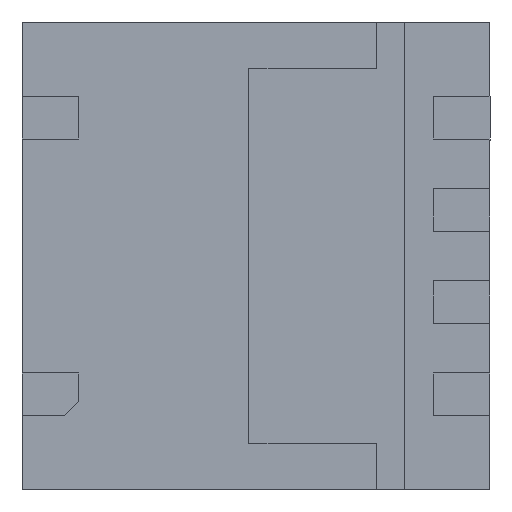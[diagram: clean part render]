
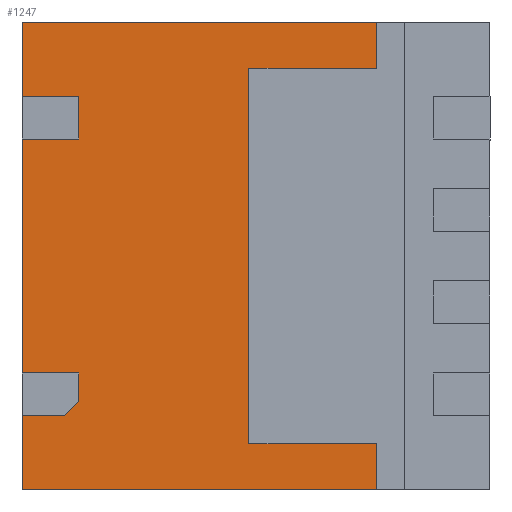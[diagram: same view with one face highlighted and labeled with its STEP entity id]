
A CAD part, front view. The second image highlights one B-rep face of the part: STEP entity #1247.
In plain terms, the highlighted planar face has unit normal (0, -1, 0).
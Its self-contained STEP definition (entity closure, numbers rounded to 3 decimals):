
#10 = CARTESIAN_POINT ( 'NONE',  ( 0.85, 0.05, 1.65 ) ) ;
#14 = EDGE_CURVE ( 'NONE', #1649, #2247, #947, .T. ) ;
#24 = LINE ( 'NONE', #1231, #113 ) ;
#90 = VECTOR ( 'NONE', #1665, 1000. ) ;
#98 = DIRECTION ( 'NONE',  ( -0.707, 0., -0.707 ) ) ;
#110 = CARTESIAN_POINT ( 'NONE',  ( -1.65, 0.05, -1.65 ) ) ;
#113 = VECTOR ( 'NONE', #1422, 1000. ) ;
#121 = VERTEX_POINT ( 'NONE', #10 ) ;
#137 = DIRECTION ( 'NONE',  ( 0., 0., 1. ) ) ;
#142 = LINE ( 'NONE', #1462, #1062 ) ;
#177 = DIRECTION ( 'NONE',  ( 0., 0., 1. ) ) ;
#217 = VERTEX_POINT ( 'NONE', #1972 ) ;
#226 = VECTOR ( 'NONE', #2404, 1000. ) ;
#234 = VERTEX_POINT ( 'NONE', #1747 ) ;
#249 = CARTESIAN_POINT ( 'NONE',  ( -0.05, 0.05, 1.325 ) ) ;
#266 = CARTESIAN_POINT ( 'NONE',  ( 0.85, 0.05, -1.65 ) ) ;
#292 = CARTESIAN_POINT ( 'NONE',  ( -1.25, 0.05, 1.125 ) ) ;
#303 = LINE ( 'NONE', #2632, #2170 ) ;
#325 = EDGE_CURVE ( 'NONE', #2236, #1601, #24, .T. ) ;
#336 = VERTEX_POINT ( 'NONE', #1673 ) ;
#355 = ORIENTED_EDGE ( 'NONE', *, *, #2289, .T. ) ;
#370 = DIRECTION ( 'NONE',  ( 0., 0., 1. ) ) ;
#390 = VERTEX_POINT ( 'NONE', #1491 ) ;
#405 = ORIENTED_EDGE ( 'NONE', *, *, #791, .T. ) ;
#421 = ORIENTED_EDGE ( 'NONE', *, *, #2148, .F. ) ;
#440 = CARTESIAN_POINT ( 'NONE',  ( 0., 0.05, -1.325 ) ) ;
#441 = ORIENTED_EDGE ( 'NONE', *, *, #1797, .T. ) ;
#464 = LINE ( 'NONE', #2545, #1376 ) ;
#478 = ORIENTED_EDGE ( 'NONE', *, *, #1374, .T. ) ;
#483 = EDGE_CURVE ( 'NONE', #2441, #121, #985, .T. ) ;
#485 = VECTOR ( 'NONE', #177, 1000. ) ;
#510 = PLANE ( 'NONE',  #2021 ) ;
#513 = VECTOR ( 'NONE', #1102, 1000. ) ;
#533 = DIRECTION ( 'NONE',  ( 0., -1., 0. ) ) ;
#577 = CARTESIAN_POINT ( 'NONE',  ( -1.65, 0.05, -1.65 ) ) ;
#621 = CARTESIAN_POINT ( 'NONE',  ( 0., 0.05, 0.825 ) ) ;
#622 = ORIENTED_EDGE ( 'NONE', *, *, #325, .T. ) ;
#676 = ORIENTED_EDGE ( 'NONE', *, *, #2043, .T. ) ;
#678 = LINE ( 'NONE', #1838, #1533 ) ;
#738 = ORIENTED_EDGE ( 'NONE', *, *, #999, .T. ) ;
#761 = CARTESIAN_POINT ( 'NONE',  ( -1.25, 0.05, 0.825 ) ) ;
#784 = CARTESIAN_POINT ( 'NONE',  ( -1.25, 0.05, 0. ) ) ;
#791 = EDGE_CURVE ( 'NONE', #1216, #1618, #142, .T. ) ;
#815 = FACE_OUTER_BOUND ( 'NONE', #2643, .T. ) ;
#856 = DIRECTION ( 'NONE',  ( -1., 0., 0. ) ) ;
#860 = VECTOR ( 'NONE', #98, 1000. ) ;
#865 = DIRECTION ( 'NONE',  ( -1., 0., 0. ) ) ;
#931 = CARTESIAN_POINT ( 'NONE',  ( -1.65, 0.05, 1.65 ) ) ;
#941 = CARTESIAN_POINT ( 'NONE',  ( 0., 0.05, 1.325 ) ) ;
#947 = LINE ( 'NONE', #784, #1873 ) ;
#969 = DIRECTION ( 'NONE',  ( 1., 0., 0. ) ) ;
#985 = LINE ( 'NONE', #931, #90 ) ;
#999 = EDGE_CURVE ( 'NONE', #1072, #121, #2754, .T. ) ;
#1010 = DIRECTION ( 'NONE',  ( -1., 0., 0. ) ) ;
#1042 = CARTESIAN_POINT ( 'NONE',  ( 0.85, 0.05, 1.325 ) ) ;
#1062 = VECTOR ( 'NONE', #370, 1000. ) ;
#1072 = VERTEX_POINT ( 'NONE', #1042 ) ;
#1084 = EDGE_CURVE ( 'NONE', #2247, #1587, #1804, .T. ) ;
#1102 = DIRECTION ( 'NONE',  ( 1., 0., 0. ) ) ;
#1125 = VERTEX_POINT ( 'NONE', #110 ) ;
#1216 = VERTEX_POINT ( 'NONE', #1741 ) ;
#1231 = CARTESIAN_POINT ( 'NONE',  ( 0.85, 0.05, 0. ) ) ;
#1247 = ADVANCED_FACE ( 'NONE', ( #815 ), #510, .T. ) ;
#1258 = CARTESIAN_POINT ( 'NONE',  ( 0.85, 0.05, 0. ) ) ;
#1309 = ORIENTED_EDGE ( 'NONE', *, *, #2082, .F. ) ;
#1329 = VECTOR ( 'NONE', #1010, 1000. ) ;
#1331 = ORIENTED_EDGE ( 'NONE', *, *, #2459, .T. ) ;
#1337 = CARTESIAN_POINT ( 'NONE',  ( -1.65, 0.05, 0.825 ) ) ;
#1350 = VERTEX_POINT ( 'NONE', #2355 ) ;
#1374 = EDGE_CURVE ( 'NONE', #1350, #2573, #2756, .T. ) ;
#1376 = VECTOR ( 'NONE', #137, 1000. ) ;
#1400 = EDGE_CURVE ( 'NONE', #2236, #1125, #2691, .T. ) ;
#1404 = ORIENTED_EDGE ( 'NONE', *, *, #1084, .T. ) ;
#1408 = ORIENTED_EDGE ( 'NONE', *, *, #14, .T. ) ;
#1422 = DIRECTION ( 'NONE',  ( 0., 0., 1. ) ) ;
#1435 = CARTESIAN_POINT ( 'NONE',  ( 0., 0.05, -0.825 ) ) ;
#1462 = CARTESIAN_POINT ( 'NONE',  ( -0.05, 0.05, 0. ) ) ;
#1489 = VECTOR ( 'NONE', #856, 1000. ) ;
#1491 = CARTESIAN_POINT ( 'NONE',  ( -1.65, 0.05, 1.125 ) ) ;
#1501 = LINE ( 'NONE', #440, #1489 ) ;
#1533 = VECTOR ( 'NONE', #2720, 1000. ) ;
#1571 = CARTESIAN_POINT ( 'NONE',  ( 0., 0.05, 0. ) ) ;
#1587 = VERTEX_POINT ( 'NONE', #1337 ) ;
#1601 = VERTEX_POINT ( 'NONE', #2180 ) ;
#1618 = VERTEX_POINT ( 'NONE', #249 ) ;
#1621 = EDGE_CURVE ( 'NONE', #390, #1649, #2092, .T. ) ;
#1649 = VERTEX_POINT ( 'NONE', #292 ) ;
#1665 = DIRECTION ( 'NONE',  ( 1., 0., 0. ) ) ;
#1673 = CARTESIAN_POINT ( 'NONE',  ( -1.25, 0.05, -0.825 ) ) ;
#1683 = CARTESIAN_POINT ( 'NONE',  ( -0.113, 0.05, 0.113 ) ) ;
#1701 = CARTESIAN_POINT ( 'NONE',  ( -1.65, 0.05, 1.65 ) ) ;
#1741 = CARTESIAN_POINT ( 'NONE',  ( -0.05, 0.05, -1.325 ) ) ;
#1747 = CARTESIAN_POINT ( 'NONE',  ( -1.65, 0.05, -1.125 ) ) ;
#1797 = EDGE_CURVE ( 'NONE', #336, #1350, #303, .T. ) ;
#1804 = LINE ( 'NONE', #621, #2704 ) ;
#1808 = VECTOR ( 'NONE', #2100, 1000. ) ;
#1838 = CARTESIAN_POINT ( 'NONE',  ( -1.65, 0.05, 1.65 ) ) ;
#1873 = VECTOR ( 'NONE', #2507, 1000. ) ;
#1972 = CARTESIAN_POINT ( 'NONE',  ( -1.65, 0.05, -0.825 ) ) ;
#1982 = DIRECTION ( 'NONE',  ( 0., 0., -1. ) ) ;
#2021 = AXIS2_PLACEMENT_3D ( 'NONE', #1571, #533, #1982 ) ;
#2043 = EDGE_CURVE ( 'NONE', #217, #336, #2282, .T. ) ;
#2075 = EDGE_CURVE ( 'NONE', #2573, #234, #2318, .T. ) ;
#2082 = EDGE_CURVE ( 'NONE', #1125, #234, #464, .T. ) ;
#2092 = LINE ( 'NONE', #2136, #226 ) ;
#2100 = DIRECTION ( 'NONE',  ( 0., 0., 1. ) ) ;
#2109 = DIRECTION ( 'NONE',  ( -1., 0., 0. ) ) ;
#2136 = CARTESIAN_POINT ( 'NONE',  ( 0., 0.05, 1.125 ) ) ;
#2148 = EDGE_CURVE ( 'NONE', #217, #1587, #2251, .T. ) ;
#2152 = ORIENTED_EDGE ( 'NONE', *, *, #1621, .T. ) ;
#2170 = VECTOR ( 'NONE', #2774, 1000. ) ;
#2180 = CARTESIAN_POINT ( 'NONE',  ( 0.85, 0.05, -1.325 ) ) ;
#2182 = ORIENTED_EDGE ( 'NONE', *, *, #2631, .F. ) ;
#2236 = VERTEX_POINT ( 'NONE', #266 ) ;
#2247 = VERTEX_POINT ( 'NONE', #761 ) ;
#2251 = LINE ( 'NONE', #2590, #485 ) ;
#2282 = LINE ( 'NONE', #1435, #2346 ) ;
#2289 = EDGE_CURVE ( 'NONE', #1618, #1072, #2475, .T. ) ;
#2306 = CARTESIAN_POINT ( 'NONE',  ( 0., 0.05, -1.125 ) ) ;
#2318 = LINE ( 'NONE', #2306, #1329 ) ;
#2346 = VECTOR ( 'NONE', #969, 1000. ) ;
#2355 = CARTESIAN_POINT ( 'NONE',  ( -1.25, 0.05, -1.025 ) ) ;
#2392 = ORIENTED_EDGE ( 'NONE', *, *, #1400, .F. ) ;
#2404 = DIRECTION ( 'NONE',  ( 1., 0., 0. ) ) ;
#2441 = VERTEX_POINT ( 'NONE', #1701 ) ;
#2459 = EDGE_CURVE ( 'NONE', #1601, #1216, #1501, .T. ) ;
#2475 = LINE ( 'NONE', #941, #513 ) ;
#2505 = ORIENTED_EDGE ( 'NONE', *, *, #2075, .T. ) ;
#2507 = DIRECTION ( 'NONE',  ( 0., 0., -1. ) ) ;
#2545 = CARTESIAN_POINT ( 'NONE',  ( -1.65, 0.05, 1.65 ) ) ;
#2573 = VERTEX_POINT ( 'NONE', #2633 ) ;
#2582 = ORIENTED_EDGE ( 'NONE', *, *, #483, .F. ) ;
#2590 = CARTESIAN_POINT ( 'NONE',  ( -1.65, 0.05, 1.65 ) ) ;
#2631 = EDGE_CURVE ( 'NONE', #390, #2441, #678, .T. ) ;
#2632 = CARTESIAN_POINT ( 'NONE',  ( -1.25, 0.05, 0. ) ) ;
#2633 = CARTESIAN_POINT ( 'NONE',  ( -1.35, 0.05, -1.125 ) ) ;
#2643 = EDGE_LOOP ( 'NONE', ( #1408, #1404, #421, #676, #441, #478, #2505, #1309, #2392, #622, #1331, #405, #355, #738, #2582, #2182, #2152 ) ) ;
#2691 = LINE ( 'NONE', #577, #2747 ) ;
#2704 = VECTOR ( 'NONE', #865, 1000. ) ;
#2720 = DIRECTION ( 'NONE',  ( 0., 0., 1. ) ) ;
#2747 = VECTOR ( 'NONE', #2109, 1000. ) ;
#2754 = LINE ( 'NONE', #1258, #1808 ) ;
#2756 = LINE ( 'NONE', #1683, #860 ) ;
#2774 = DIRECTION ( 'NONE',  ( 0., 0., -1. ) ) ;
